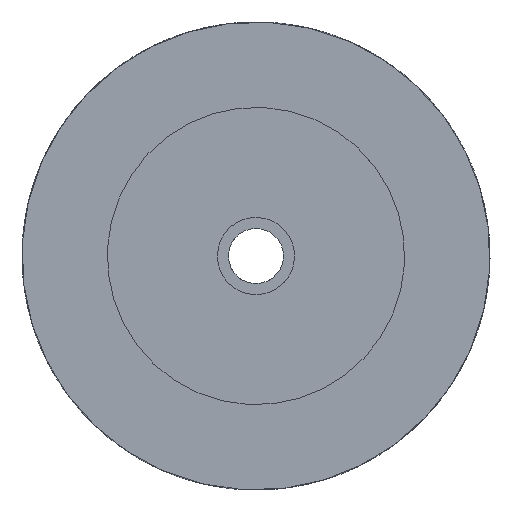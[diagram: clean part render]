
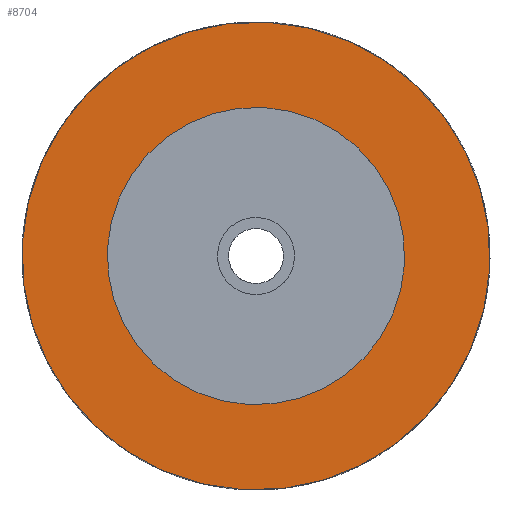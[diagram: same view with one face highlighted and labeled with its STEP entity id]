
A CAD part, left-side view. The second image highlights one B-rep face of the part: STEP entity #8704.
In plain terms, the highlighted face is planar.
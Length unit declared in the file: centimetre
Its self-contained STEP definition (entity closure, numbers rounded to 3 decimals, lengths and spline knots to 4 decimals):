
#59 = ORIENTED_EDGE ( 'NONE', *, *, #10104, .T. ) ;
#78 = VERTEX_POINT ( 'NONE', #2541 ) ;
#123 = CIRCLE ( 'NONE', #772, 10.795 ) ;
#265 = DIRECTION ( 'NONE',  ( 1., 0., 0. ) ) ;
#625 = EDGE_LOOP ( 'NONE', ( #7288, #4408 ) ) ;
#772 = AXIS2_PLACEMENT_3D ( 'NONE', #8134, #3091, #1969 ) ;
#806 = AXIS2_PLACEMENT_3D ( 'NONE', #9557, #10683, #5811 ) ;
#936 = DIRECTION ( 'NONE',  ( 1., 0., 0. ) ) ;
#1055 = DIRECTION ( 'NONE',  ( 0., 0., -1. ) ) ;
#1122 = DIRECTION ( 'NONE',  ( 1., 0., 0. ) ) ;
#1265 = ORIENTED_EDGE ( 'NONE', *, *, #7667, .T. ) ;
#1811 = VERTEX_POINT ( 'NONE', #5330 ) ;
#1815 = AXIS2_PLACEMENT_3D ( 'NONE', #10409, #265, #5413 ) ;
#1969 = DIRECTION ( 'NONE',  ( 0., 0., -1. ) ) ;
#1991 = CIRCLE ( 'NONE', #6227, 10.795 ) ;
#2541 = CARTESIAN_POINT ( 'NONE',  ( 6.3052, 87.05, 6.858 ) ) ;
#3091 = DIRECTION ( 'NONE',  ( 1., 0., 0. ) ) ;
#4384 = EDGE_LOOP ( 'NONE', ( #59, #1265 ) ) ;
#4408 = ORIENTED_EDGE ( 'NONE', *, *, #10180, .F. ) ;
#5160 = VERTEX_POINT ( 'NONE', #6825 ) ;
#5214 = CIRCLE ( 'NONE', #806, 6.858 ) ;
#5330 = CARTESIAN_POINT ( 'NONE',  ( 6.3052, 87.05, -10.795 ) ) ;
#5413 = DIRECTION ( 'NONE',  ( 0., 0., -1. ) ) ;
#5811 = DIRECTION ( 'NONE',  ( 0., 0., -1. ) ) ;
#5818 = VERTEX_POINT ( 'NONE', #11288 ) ;
#6227 = AXIS2_PLACEMENT_3D ( 'NONE', #10206, #1122, #8191 ) ;
#6825 = CARTESIAN_POINT ( 'NONE',  ( 6.3052, 87.05, 10.795 ) ) ;
#6878 = CARTESIAN_POINT ( 'NONE',  ( 6.3052, 87.05, 5.3975 ) ) ;
#7011 = PLANE ( 'NONE',  #8987 ) ;
#7288 = ORIENTED_EDGE ( 'NONE', *, *, #11401, .F. ) ;
#7667 = EDGE_CURVE ( 'NONE', #5160, #1811, #1991, .T. ) ;
#8006 = FACE_BOUND ( 'NONE', #625, .T. ) ;
#8134 = CARTESIAN_POINT ( 'NONE',  ( 6.3052, 87.05, 0. ) ) ;
#8191 = DIRECTION ( 'NONE',  ( 0., 0., -1. ) ) ;
#8704 = ADVANCED_FACE ( 'NONE', ( #8006, #12120 ), #7011, .T. ) ;
#8987 = AXIS2_PLACEMENT_3D ( 'NONE', #6878, #936, #1055 ) ;
#9557 = CARTESIAN_POINT ( 'NONE',  ( 6.3052, 87.05, 0. ) ) ;
#10104 = EDGE_CURVE ( 'NONE', #1811, #5160, #123, .T. ) ;
#10180 = EDGE_CURVE ( 'NONE', #5818, #78, #10514, .T. ) ;
#10206 = CARTESIAN_POINT ( 'NONE',  ( 6.3052, 87.05, 0. ) ) ;
#10409 = CARTESIAN_POINT ( 'NONE',  ( 6.3052, 87.05, 0. ) ) ;
#10514 = CIRCLE ( 'NONE', #1815, 6.858 ) ;
#10683 = DIRECTION ( 'NONE',  ( 1., 0., 0. ) ) ;
#11288 = CARTESIAN_POINT ( 'NONE',  ( 6.3052, 87.05, -6.858 ) ) ;
#11401 = EDGE_CURVE ( 'NONE', #78, #5818, #5214, .T. ) ;
#12120 = FACE_OUTER_BOUND ( 'NONE', #4384, .T. ) ;
